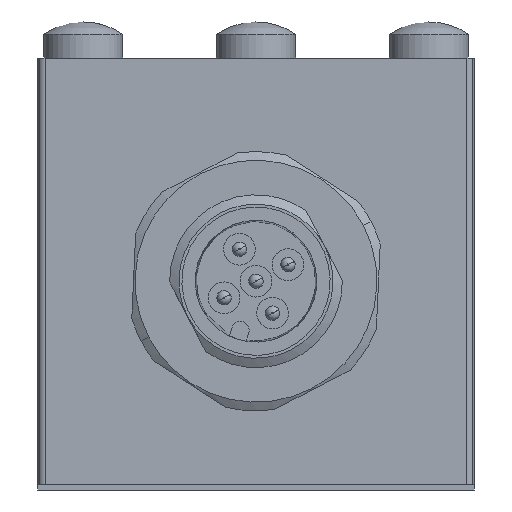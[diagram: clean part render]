
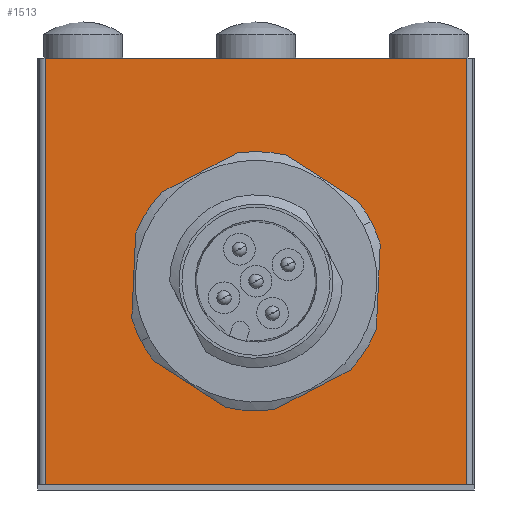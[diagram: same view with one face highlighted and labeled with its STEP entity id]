
A CAD part, front view. The second image highlights one B-rep face of the part: STEP entity #1513.
In plain terms, the highlighted planar face has unit normal (0, -1, 0).
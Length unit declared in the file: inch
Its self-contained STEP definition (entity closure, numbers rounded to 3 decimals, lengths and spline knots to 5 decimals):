
#31 = VERTEX_POINT ( 'NONE', #9939 ) ;
#76 = EDGE_LOOP ( 'NONE', ( #7701, #1754, #10403, #3852, #11414, #1471 ) ) ;
#433 = VECTOR ( 'NONE', #7318, 39.37008 ) ;
#584 = LINE ( 'NONE', #13017, #12582 ) ;
#587 = AXIS2_PLACEMENT_3D ( 'NONE', #9225, #992, #5185 ) ;
#889 = AXIS2_PLACEMENT_3D ( 'NONE', #9778, #10914, #10871 ) ;
#992 = DIRECTION ( 'NONE',  ( 0., 1., 0. ) ) ;
#1235 = VERTEX_POINT ( 'NONE', #6167 ) ;
#1396 = VERTEX_POINT ( 'NONE', #7712 ) ;
#1471 = ORIENTED_EDGE ( 'NONE', *, *, #1808, .F. ) ;
#1513 = ADVANCED_FACE ( 'NONE', ( #2406, #10444 ), #10828, .T. ) ;
#1754 = ORIENTED_EDGE ( 'NONE', *, *, #8907, .F. ) ;
#1808 = EDGE_CURVE ( 'NONE', #12047, #4434, #3322, .T. ) ;
#1902 = DIRECTION ( 'NONE',  ( -1., 0., 0. ) ) ;
#2406 = FACE_BOUND ( 'NONE', #8627, .T. ) ;
#2726 = VERTEX_POINT ( 'NONE', #4917 ) ;
#2740 = CARTESIAN_POINT ( 'NONE',  ( -0.57677, -2.14567, 0.01575 ) ) ;
#2876 = LINE ( 'NONE', #3871, #9521 ) ;
#3301 = VECTOR ( 'NONE', #10004, 39.37008 ) ;
#3322 = LINE ( 'NONE', #10342, #12948 ) ;
#3768 = LINE ( 'NONE', #8381, #433 ) ;
#3852 = ORIENTED_EDGE ( 'NONE', *, *, #7540, .T. ) ;
#3871 = CARTESIAN_POINT ( 'NONE',  ( 0.57677, -2.14567, 1.1811 ) ) ;
#4142 = EDGE_CURVE ( 'NONE', #1396, #12386, #5940, .T. ) ;
#4298 = EDGE_CURVE ( 'NONE', #1235, #8932, #2876, .T. ) ;
#4434 = VERTEX_POINT ( 'NONE', #7086 ) ;
#4917 = CARTESIAN_POINT ( 'NONE',  ( -0.47244, -2.14567, 1.1811 ) ) ;
#4959 = LINE ( 'NONE', #6950, #3301 ) ;
#5185 = DIRECTION ( 'NONE',  ( 1., 0., 0. ) ) ;
#5605 = EDGE_CURVE ( 'NONE', #12386, #1396, #8468, .T. ) ;
#5642 = CARTESIAN_POINT ( 'NONE',  ( 0., -2.14567, 0.57087 ) ) ;
#5940 = CIRCLE ( 'NONE', #10551, 0.31496 ) ;
#6167 = CARTESIAN_POINT ( 'NONE',  ( 0.57677, -2.14567, 1.1811 ) ) ;
#6464 = VECTOR ( 'NONE', #8126, 39.37008 ) ;
#6770 = DIRECTION ( 'NONE',  ( 0., 1., 0. ) ) ;
#6950 = CARTESIAN_POINT ( 'NONE',  ( 0.57677, -2.14567, 1.1811 ) ) ;
#7086 = CARTESIAN_POINT ( 'NONE',  ( -0.57677, -2.14567, 1.1811 ) ) ;
#7318 = DIRECTION ( 'NONE',  ( -1., 0., 0. ) ) ;
#7388 = DIRECTION ( 'NONE',  ( 0., 0., 1. ) ) ;
#7540 = EDGE_CURVE ( 'NONE', #8932, #2726, #584, .T. ) ;
#7630 = EDGE_CURVE ( 'NONE', #12047, #31, #8089, .T. ) ;
#7701 = ORIENTED_EDGE ( 'NONE', *, *, #7630, .T. ) ;
#7712 = CARTESIAN_POINT ( 'NONE',  ( -0.31496, -2.14567, 0.57087 ) ) ;
#8089 = LINE ( 'NONE', #12106, #6464 ) ;
#8126 = DIRECTION ( 'NONE',  ( 1., 0., 0. ) ) ;
#8250 = DIRECTION ( 'NONE',  ( -1., 0., 0. ) ) ;
#8381 = CARTESIAN_POINT ( 'NONE',  ( -0.47244, -2.14567, 1.1811 ) ) ;
#8468 = CIRCLE ( 'NONE', #587, 0.31496 ) ;
#8627 = EDGE_LOOP ( 'NONE', ( #12116, #11366 ) ) ;
#8817 = DIRECTION ( 'NONE',  ( 1., 0., 0. ) ) ;
#8907 = EDGE_CURVE ( 'NONE', #1235, #31, #4959, .T. ) ;
#8932 = VERTEX_POINT ( 'NONE', #10149 ) ;
#9074 = EDGE_CURVE ( 'NONE', #2726, #4434, #3768, .T. ) ;
#9225 = CARTESIAN_POINT ( 'NONE',  ( 0., -2.14567, 0.57087 ) ) ;
#9521 = VECTOR ( 'NONE', #1902, 39.37008 ) ;
#9778 = CARTESIAN_POINT ( 'NONE',  ( 0.59646, -2.14567, 0. ) ) ;
#9939 = CARTESIAN_POINT ( 'NONE',  ( 0.57677, -2.14567, 0.01575 ) ) ;
#10004 = DIRECTION ( 'NONE',  ( 0., 0., -1. ) ) ;
#10149 = CARTESIAN_POINT ( 'NONE',  ( 0.47244, -2.14567, 1.1811 ) ) ;
#10342 = CARTESIAN_POINT ( 'NONE',  ( -0.57677, -2.14567, 0.01575 ) ) ;
#10403 = ORIENTED_EDGE ( 'NONE', *, *, #4298, .T. ) ;
#10444 = FACE_OUTER_BOUND ( 'NONE', #76, .T. ) ;
#10551 = AXIS2_PLACEMENT_3D ( 'NONE', #5642, #6770, #8817 ) ;
#10828 = PLANE ( 'NONE',  #889 ) ;
#10871 = DIRECTION ( 'NONE',  ( 0., 0., -1. ) ) ;
#10914 = DIRECTION ( 'NONE',  ( 0., -1., 0. ) ) ;
#11352 = CARTESIAN_POINT ( 'NONE',  ( 0.31496, -2.14567, 0.57087 ) ) ;
#11366 = ORIENTED_EDGE ( 'NONE', *, *, #4142, .T. ) ;
#11414 = ORIENTED_EDGE ( 'NONE', *, *, #9074, .T. ) ;
#12047 = VERTEX_POINT ( 'NONE', #2740 ) ;
#12106 = CARTESIAN_POINT ( 'NONE',  ( -0.57677, -2.14567, 0.01575 ) ) ;
#12116 = ORIENTED_EDGE ( 'NONE', *, *, #5605, .T. ) ;
#12386 = VERTEX_POINT ( 'NONE', #11352 ) ;
#12582 = VECTOR ( 'NONE', #8250, 39.37008 ) ;
#12948 = VECTOR ( 'NONE', #7388, 39.37008 ) ;
#13017 = CARTESIAN_POINT ( 'NONE',  ( 0.47244, -2.14567, 1.1811 ) ) ;
